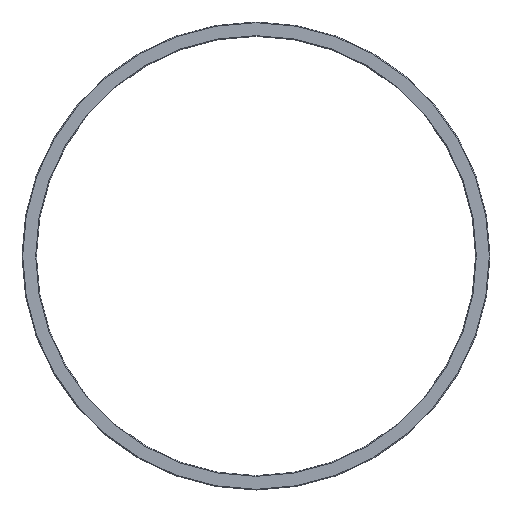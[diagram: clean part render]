
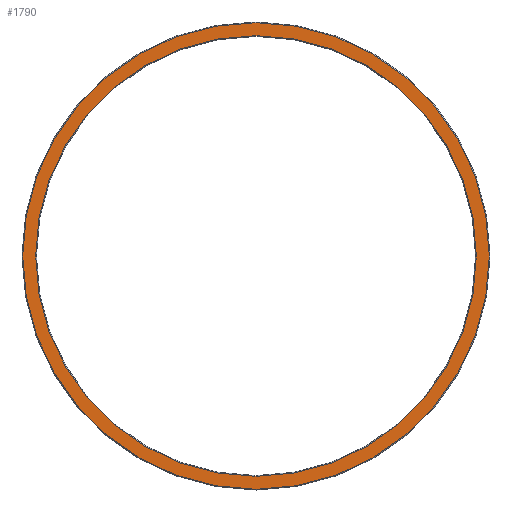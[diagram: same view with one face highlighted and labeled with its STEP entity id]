
A CAD part, top view. The second image highlights one B-rep face of the part: STEP entity #1790.
In plain terms, the highlighted planar face has unit normal (0, 0, 1).
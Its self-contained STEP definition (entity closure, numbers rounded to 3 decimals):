
#1440=CARTESIAN_POINT('',(-488.25,0.,1564.749));
#1450=DIRECTION('',(0.,0.,-1.));
#1460=DIRECTION('',(1.,0.,0.));
#1470=AXIS2_PLACEMENT_3D('',#1440,#1450,#1460);
#1480=PLANE('',#1470);
#1490=CARTESIAN_POINT('',(0.,0.,1564.749));
#1500=DIRECTION('',(0.,0.,-1.));
#1510=DIRECTION('',(1.,0.,0.));
#1520=AXIS2_PLACEMENT_3D('',#1490,#1500,#1510);
#1530=CIRCLE('',#1520,474.5);
#1540=CARTESIAN_POINT('',(474.5,0.,1564.749))
;
#1550=VERTEX_POINT('',#1540);
#1560=CARTESIAN_POINT('',(-474.5,0.,1564.749));
#1570=VERTEX_POINT('',#1560);
#1580=EDGE_CURVE('',#1550,#1570,#1530,.T.);
#1590=ORIENTED_EDGE('',*,*,#1580,.T.);
#1600=EDGE_CURVE('',#1570,#1550,#1530,.T.);
#1610=ORIENTED_EDGE('',*,*,#1600,.T.);
#1620=EDGE_LOOP('',(#1610,#1590));
#1630=FACE_BOUND('',#1620,.T.);
#1640=CARTESIAN_POINT('',(0.,0.,1564.749));
#1650=DIRECTION('',(0.,0.,1.));
#1660=DIRECTION('',(-1.,0.,0.));
#1670=AXIS2_PLACEMENT_3D('',#1640,#1650,#1660);
#1680=CIRCLE('',#1670,502.5);
#1690=CARTESIAN_POINT('',(-502.5,0.,1564.749)
);
#1700=VERTEX_POINT('',#1690);
#1710=CARTESIAN_POINT('',(502.5,0.,1564.749));
#1720=VERTEX_POINT('',#1710);
#1730=EDGE_CURVE('',#1700,#1720,#1680,.T.);
#1740=ORIENTED_EDGE('',*,*,#1730,.T.);
#1750=EDGE_CURVE('',#1720,#1700,#1680,.T.);
#1760=ORIENTED_EDGE('',*,*,#1750,.T.);
#1770=EDGE_LOOP('',(#1760,#1740));
#1780=FACE_OUTER_BOUND('',#1770,.T.);
#1790=ADVANCED_FACE('',(#1630,#1780),#1480,.F.);
